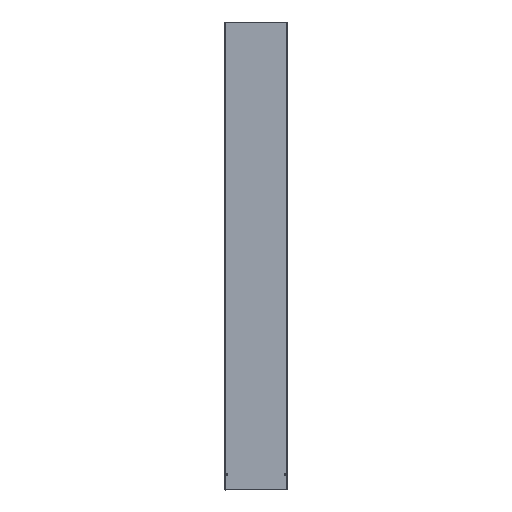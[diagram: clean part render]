
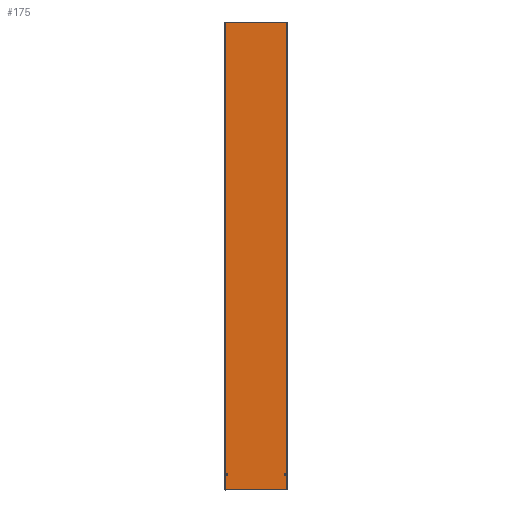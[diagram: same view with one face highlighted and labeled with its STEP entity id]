
A CAD part, front view. The second image highlights one B-rep face of the part: STEP entity #175.
In plain terms, the highlighted planar face has unit normal (0, -1, 0).
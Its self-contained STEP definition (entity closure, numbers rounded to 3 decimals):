
#121 = ORIENTED_EDGE ( 'NONE', *, *, #866, .F. ) ;
#124 = ORIENTED_EDGE ( 'NONE', *, *, #787, .F. ) ;
#166 = DIRECTION ( 'NONE',  ( 0., 0., -1. ) ) ;
#175 = ADVANCED_FACE ( 'NONE', ( #1328, #339, #1078 ), #1321, .F. ) ;
#186 = DIRECTION ( 'NONE',  ( 0., 1., 0. ) ) ;
#187 = EDGE_LOOP ( 'NONE', ( #121, #1644 ) ) ;
#201 = CARTESIAN_POINT ( 'NONE',  ( -197.25, -0.75, 3000. ) ) ;
#219 = EDGE_CURVE ( 'NONE', #781, #1470, #953, .T. ) ;
#227 = DIRECTION ( 'NONE',  ( 0., 0., -1. ) ) ;
#271 = DIRECTION ( 'NONE',  ( 0., -1., 0. ) ) ;
#279 = ORIENTED_EDGE ( 'NONE', *, *, #1054, .F. ) ;
#329 = AXIS2_PLACEMENT_3D ( 'NONE', #926, #1066, #227 ) ;
#339 = FACE_BOUND ( 'NONE', #187, .T. ) ;
#381 = DIRECTION ( 'NONE',  ( 0., -1., 0. ) ) ;
#393 = DIRECTION ( 'NONE',  ( -1., 0., 0. ) ) ;
#406 = LINE ( 'NONE', #584, #1326 ) ;
#446 = EDGE_CURVE ( 'NONE', #1738, #1224, #1436, .T. ) ;
#494 = CIRCLE ( 'NONE', #329, 5. ) ;
#495 = VECTOR ( 'NONE', #699, 1000. ) ;
#548 = ORIENTED_EDGE ( 'NONE', *, *, #723, .F. ) ;
#584 = CARTESIAN_POINT ( 'NONE',  ( 197.25, -0.75, 3000. ) ) ;
#595 = CIRCLE ( 'NONE', #682, 5. ) ;
#625 = DIRECTION ( 'NONE',  ( 0., 0., -1. ) ) ;
#634 = CARTESIAN_POINT ( 'NONE',  ( -198.25, -0.75, 0. ) ) ;
#679 = AXIS2_PLACEMENT_3D ( 'NONE', #1816, #381, #1091 ) ;
#682 = AXIS2_PLACEMENT_3D ( 'NONE', #1118, #271, #1399 ) ;
#699 = DIRECTION ( 'NONE',  ( 1., 0., 0. ) ) ;
#710 = VECTOR ( 'NONE', #1495, 1000. ) ;
#723 = EDGE_CURVE ( 'NONE', #805, #1283, #406, .T. ) ;
#781 = VERTEX_POINT ( 'NONE', #907 ) ;
#787 = EDGE_CURVE ( 'NONE', #966, #1311, #1795, .T. ) ;
#805 = VERTEX_POINT ( 'NONE', #1324 ) ;
#828 = ORIENTED_EDGE ( 'NONE', *, *, #1299, .F. ) ;
#866 = EDGE_CURVE ( 'NONE', #1224, #1738, #494, .T. ) ;
#886 = CARTESIAN_POINT ( 'NONE',  ( -198.25, -0.75, 3000. ) ) ;
#907 = CARTESIAN_POINT ( 'NONE',  ( -197.25, -0.75, 0. ) ) ;
#926 = CARTESIAN_POINT ( 'NONE',  ( -187., -0.75, 100. ) ) ;
#948 = VECTOR ( 'NONE', #393, 1000. ) ;
#953 = LINE ( 'NONE', #1061, #710 ) ;
#966 = VERTEX_POINT ( 'NONE', #1778 ) ;
#969 = CARTESIAN_POINT ( 'NONE',  ( -187., -0.75, 95. ) ) ;
#1054 = EDGE_CURVE ( 'NONE', #1283, #781, #1496, .T. ) ;
#1061 = CARTESIAN_POINT ( 'NONE',  ( -197.25, -0.75, 3000. ) ) ;
#1066 = DIRECTION ( 'NONE',  ( 0., -1., 0. ) ) ;
#1078 = FACE_BOUND ( 'NONE', #1221, .T. ) ;
#1091 = DIRECTION ( 'NONE',  ( 0., 0., -1. ) ) ;
#1118 = CARTESIAN_POINT ( 'NONE',  ( 187., -0.75, 100. ) ) ;
#1172 = DIRECTION ( 'NONE',  ( 0., -1., 0. ) ) ;
#1173 = ORIENTED_EDGE ( 'NONE', *, *, #1814, .F. ) ;
#1181 = DIRECTION ( 'NONE',  ( 0., 0., 1. ) ) ;
#1218 = AXIS2_PLACEMENT_3D ( 'NONE', #886, #186, #1181 ) ;
#1221 = EDGE_LOOP ( 'NONE', ( #1173, #124 ) ) ;
#1224 = VERTEX_POINT ( 'NONE', #969 ) ;
#1283 = VERTEX_POINT ( 'NONE', #1831 ) ;
#1299 = EDGE_CURVE ( 'NONE', #1470, #805, #1516, .T. ) ;
#1311 = VERTEX_POINT ( 'NONE', #1404 ) ;
#1321 = PLANE ( 'NONE',  #1218 ) ;
#1324 = CARTESIAN_POINT ( 'NONE',  ( 197.25, -0.75, 3000. ) ) ;
#1326 = VECTOR ( 'NONE', #166, 1000. ) ;
#1328 = FACE_OUTER_BOUND ( 'NONE', #1355, .T. ) ;
#1355 = EDGE_LOOP ( 'NONE', ( #548, #828, #1488, #279 ) ) ;
#1399 = DIRECTION ( 'NONE',  ( 0., 0., -1. ) ) ;
#1404 = CARTESIAN_POINT ( 'NONE',  ( 187., -0.75, 95. ) ) ;
#1409 = CARTESIAN_POINT ( 'NONE',  ( -198.25, -0.75, 3000. ) ) ;
#1436 = CIRCLE ( 'NONE', #679, 5. ) ;
#1470 = VERTEX_POINT ( 'NONE', #201 ) ;
#1474 = CARTESIAN_POINT ( 'NONE',  ( 187., -0.75, 100. ) ) ;
#1488 = ORIENTED_EDGE ( 'NONE', *, *, #219, .F. ) ;
#1495 = DIRECTION ( 'NONE',  ( 0., 0., 1. ) ) ;
#1496 = LINE ( 'NONE', #634, #948 ) ;
#1516 = LINE ( 'NONE', #1409, #495 ) ;
#1583 = AXIS2_PLACEMENT_3D ( 'NONE', #1474, #1172, #625 ) ;
#1644 = ORIENTED_EDGE ( 'NONE', *, *, #446, .F. ) ;
#1681 = CARTESIAN_POINT ( 'NONE',  ( -187., -0.75, 105. ) ) ;
#1738 = VERTEX_POINT ( 'NONE', #1681 ) ;
#1778 = CARTESIAN_POINT ( 'NONE',  ( 187., -0.75, 105. ) ) ;
#1795 = CIRCLE ( 'NONE', #1583, 5. ) ;
#1814 = EDGE_CURVE ( 'NONE', #1311, #966, #595, .T. ) ;
#1816 = CARTESIAN_POINT ( 'NONE',  ( -187., -0.75, 100. ) ) ;
#1831 = CARTESIAN_POINT ( 'NONE',  ( 197.25, -0.75, 0. ) ) ;
